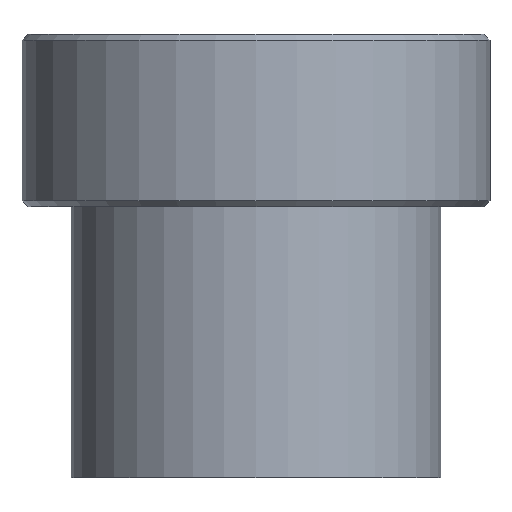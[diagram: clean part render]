
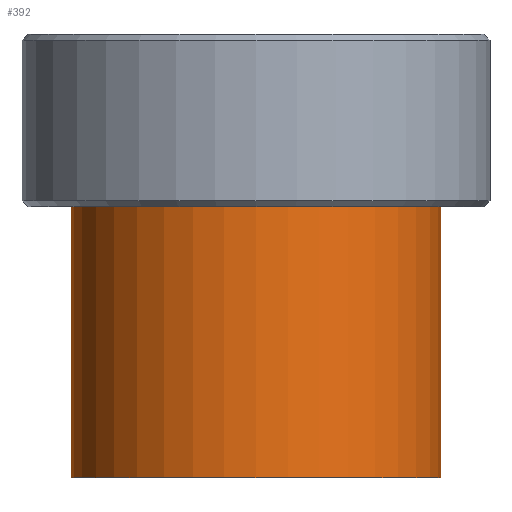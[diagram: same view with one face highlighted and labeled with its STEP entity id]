
A CAD part, front view. The second image highlights one B-rep face of the part: STEP entity #392.
In plain terms, the highlighted cylindrical face has radius 23.812 mm (diameter 47.625 mm), a full revolution.
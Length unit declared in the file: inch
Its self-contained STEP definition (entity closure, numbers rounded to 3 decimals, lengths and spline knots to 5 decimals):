
#46=FACE_BOUND('',#121,.T.);
#79=FACE_OUTER_BOUND('',#120,.T.);
#120=EDGE_LOOP('',(#285));
#121=EDGE_LOOP('',(#286));
#175=CIRCLE('',#449,0.9375);
#179=CIRCLE('',#458,0.9375);
#208=VERTEX_POINT('',#655);
#212=VERTEX_POINT('',#668);
#241=EDGE_CURVE('',#208,#208,#175,.T.);
#245=EDGE_CURVE('',#212,#212,#179,.T.);
#285=ORIENTED_EDGE('',*,*,#241,.T.);
#286=ORIENTED_EDGE('',*,*,#245,.F.);
#338=CYLINDRICAL_SURFACE('',#457,0.9375);
#392=ADVANCED_FACE('',(#79,#46),#338,.T.);
#449=AXIS2_PLACEMENT_3D('',#656,#526,#527);
#457=AXIS2_PLACEMENT_3D('',#667,#542,#543);
#458=AXIS2_PLACEMENT_3D('',#669,#544,#545);
#526=DIRECTION('center_axis',(0.,0.,
-1.));
#527=DIRECTION('ref_axis',(-1.,0.,0.));
#542=DIRECTION('center_axis',(0.,0.,
1.));
#543=DIRECTION('ref_axis',(-1.,0.,0.));
#544=DIRECTION('center_axis',(0.,0.,
-1.));
#545=DIRECTION('ref_axis',(-1.,0.,0.));
#655=CARTESIAN_POINT('',(0.21774,0.32448,0.8572));
#656=CARTESIAN_POINT('Origin',(-0.71976,0.32448,0.8572));
#667=CARTESIAN_POINT('Origin',(-0.71976,0.32448,-0.5178));
#668=CARTESIAN_POINT('',(0.21774,0.32448,-0.5178));
#669=CARTESIAN_POINT('Origin',(-0.71976,0.32448,-0.5178));
